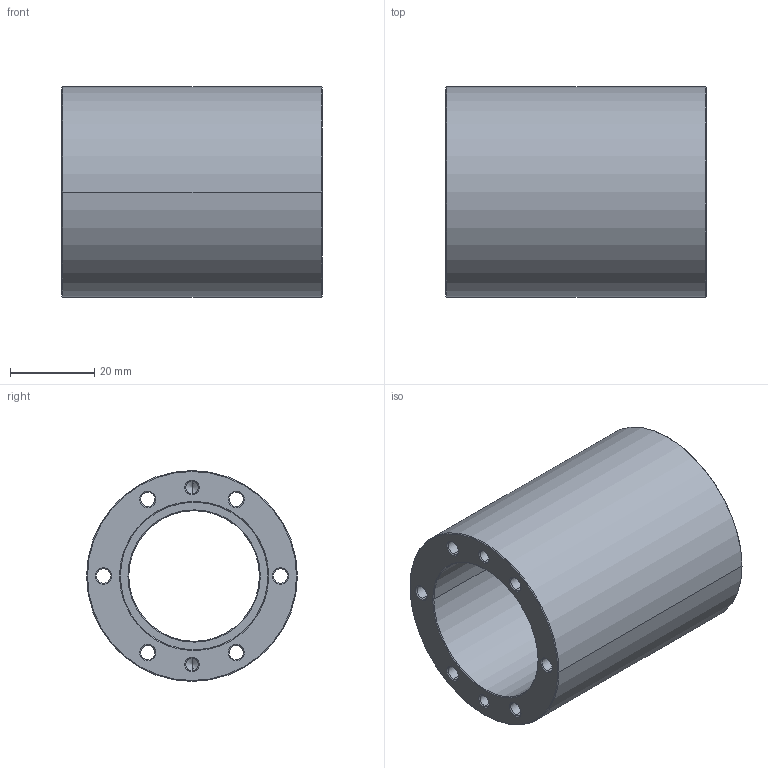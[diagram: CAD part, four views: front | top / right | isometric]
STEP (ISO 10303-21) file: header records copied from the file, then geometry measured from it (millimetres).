
FILE_DESCRIPTION (( 'STEP AP214' ), '1' );
FILE_NAME ('Eccentric Tube.STEP', '2023-07-06T05:01:01', ( '' ), ( '' ), 'SwSTEP 2.0', 'SolidWorks 2021', '' );
FILE_SCHEMA (( 'AUTOMOTIVE_DESIGN' ));
Length unit declared in the file: millimetre
Products named in the file (1): Eccentric Tube
Bounding box: 61.8 x 50 x 50 mm (x, y, z)
Volume: 58804.6 mm3; surface area: 22902.3 mm2
Topology: 1 solids, 1 shells, 97 faces, 216 edges, 126 vertices
Faces by surface type: cone 54, cylinder 34, plane 9
Entity records: 2724 total; most frequent: DIRECTION 532, CARTESIAN_POINT 436, ORIENTED_EDGE 424, AXIS2_PLACEMENT_3D 222, EDGE_CURVE 212, VERTEX_POINT 126, CIRCLE 124, EDGE_LOOP 120
